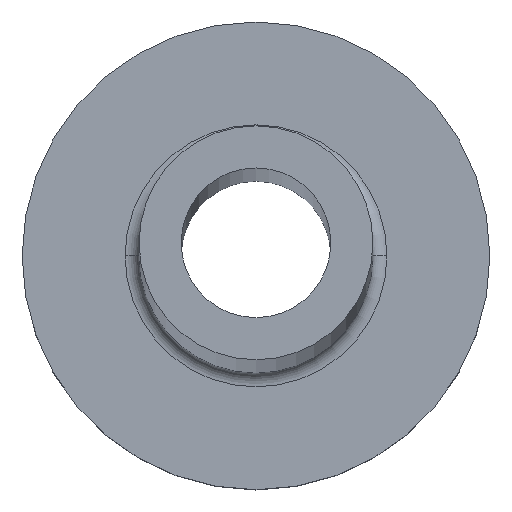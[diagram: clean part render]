
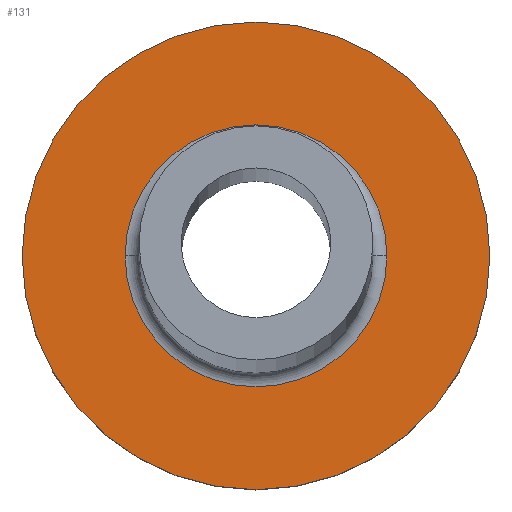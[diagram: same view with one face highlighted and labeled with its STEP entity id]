
A CAD part, top view. The second image highlights one B-rep face of the part: STEP entity #131.
In plain terms, the highlighted planar face has unit normal (0, 0, 1).
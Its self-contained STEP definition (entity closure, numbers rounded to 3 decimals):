
#17 = ORIENTED_EDGE ( 'NONE', *, *, #199, .T. ) ;
#48 = EDGE_LOOP ( 'NONE', ( #17, #372 ) ) ;
#52 = CIRCLE ( 'NONE', #310, 2.8 ) ;
#57 = EDGE_CURVE ( 'NONE', #279, #229, #52, .T. ) ;
#59 = CARTESIAN_POINT ( 'NONE',  ( 0., 0., 3. ) ) ;
#92 = CARTESIAN_POINT ( 'NONE',  ( 0., 0., 3. ) ) ;
#100 = DIRECTION ( 'NONE',  ( 0., 0., 1. ) ) ;
#130 = DIRECTION ( 'NONE',  ( 1., 0., 0. ) ) ;
#131 = ADVANCED_FACE ( 'NONE', ( #236, #142 ), #257, .T. ) ;
#135 = VERTEX_POINT ( 'NONE', #317 ) ;
#136 = AXIS2_PLACEMENT_3D ( 'NONE', #215, #100, #214 ) ;
#142 = FACE_OUTER_BOUND ( 'NONE', #48, .T. ) ;
#153 = EDGE_CURVE ( 'NONE', #135, #223, #176, .T. ) ;
#161 = CARTESIAN_POINT ( 'NONE',  ( -2.8, 0., 3. ) ) ;
#176 = CIRCLE ( 'NONE', #224, 5. ) ;
#182 = DIRECTION ( 'NONE',  ( 0., 0., -1. ) ) ;
#186 = CARTESIAN_POINT ( 'NONE',  ( 0., 0., 3. ) ) ;
#190 = DIRECTION ( 'NONE',  ( 0., 0., 1. ) ) ;
#196 = ORIENTED_EDGE ( 'NONE', *, *, #315, .T. ) ;
#199 = EDGE_CURVE ( 'NONE', #223, #135, #368, .T. ) ;
#200 = DIRECTION ( 'NONE',  ( 1., 0., 0. ) ) ;
#211 = CARTESIAN_POINT ( 'NONE',  ( 2.8, 0., 3. ) ) ;
#214 = DIRECTION ( 'NONE',  ( 1., 0., 0. ) ) ;
#215 = CARTESIAN_POINT ( 'NONE',  ( 0., 0., 3. ) ) ;
#219 = DIRECTION ( 'NONE',  ( 0., 0., -1. ) ) ;
#223 = VERTEX_POINT ( 'NONE', #367 ) ;
#224 = AXIS2_PLACEMENT_3D ( 'NONE', #186, #190, #130 ) ;
#229 = VERTEX_POINT ( 'NONE', #211 ) ;
#236 = FACE_BOUND ( 'NONE', #307, .T. ) ;
#257 = PLANE ( 'NONE',  #343 ) ;
#260 = CIRCLE ( 'NONE', #344, 2.8 ) ;
#265 = DIRECTION ( 'NONE',  ( 0., 0., 1. ) ) ;
#279 = VERTEX_POINT ( 'NONE', #161 ) ;
#292 = ORIENTED_EDGE ( 'NONE', *, *, #57, .T. ) ;
#307 = EDGE_LOOP ( 'NONE', ( #196, #292 ) ) ;
#310 = AXIS2_PLACEMENT_3D ( 'NONE', #92, #182, #359 ) ;
#315 = EDGE_CURVE ( 'NONE', #229, #279, #260, .T. ) ;
#317 = CARTESIAN_POINT ( 'NONE',  ( 5., 0., 3. ) ) ;
#340 = CARTESIAN_POINT ( 'NONE',  ( 0., 0., 3. ) ) ;
#343 = AXIS2_PLACEMENT_3D ( 'NONE', #59, #265, #381 ) ;
#344 = AXIS2_PLACEMENT_3D ( 'NONE', #340, #219, #200 ) ;
#359 = DIRECTION ( 'NONE',  ( 1., 0., 0. ) ) ;
#367 = CARTESIAN_POINT ( 'NONE',  ( -5., 0., 3. ) ) ;
#368 = CIRCLE ( 'NONE', #136, 5. ) ;
#372 = ORIENTED_EDGE ( 'NONE', *, *, #153, .T. ) ;
#381 = DIRECTION ( 'NONE',  ( 1., 0., 0. ) ) ;
